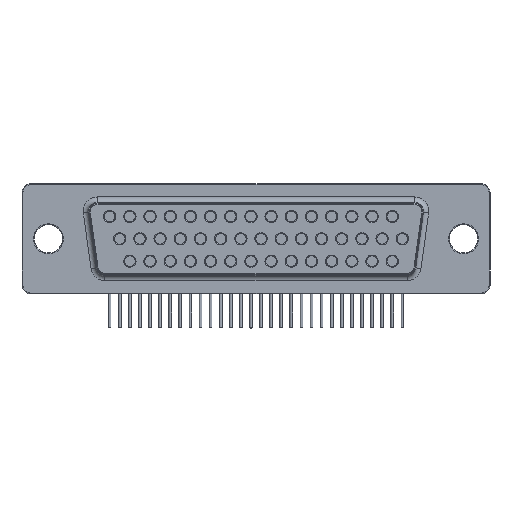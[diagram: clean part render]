
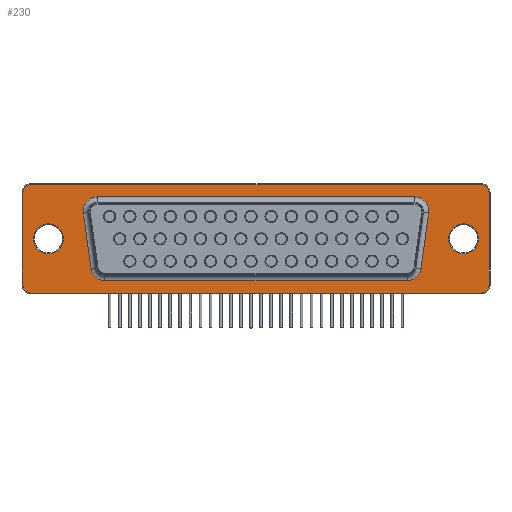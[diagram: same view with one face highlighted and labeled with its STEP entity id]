
A CAD part, front view. The second image highlights one B-rep face of the part: STEP entity #230.
In plain terms, the highlighted planar face has unit normal (0, -1, 0).
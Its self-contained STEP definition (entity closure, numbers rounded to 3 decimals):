
#29=DIRECTION('',(0.,-1.,0.));
#37=DIRECTION('',(0.,1.,0.));
#38=DIRECTION('',(-0.991,0.,-0.137));
#50=DIRECTION('',(0.,0.,1.));
#53=CARTESIAN_POINT('',(-33.46,-14.78,9.4));
#74=VECTOR('',#75,1.);
#75=DIRECTION('',(1.,0.,0.));
#84=VERTEX_POINT('',#85);
#85=CARTESIAN_POINT('',(-35.045,-14.78,9.181));
#89=DIRECTION('',(-0.137,0.,0.991));
#94=VERTEX_POINT('',#95);
#95=CARTESIAN_POINT('',(-33.46,-14.78,11.));
#102=EDGE_CURVE('',#84,#94,#103,.T.);
#103=CIRCLE('',#104,1.6);
#104=AXIS2_PLACEMENT_3D('',#53,#37,#38);
#151=VECTOR('',#89,1.);
#158=ORIENTED_EDGE('',*,*,#159,.T.);
#159=EDGE_CURVE('',#94,#160,#162,.T.);
#160=VERTEX_POINT('',#161);
#161=CARTESIAN_POINT('',(2.545,-14.78,11.));
#162=LINE('',#95,#74);
#168=DIRECTION('',(0.,0.,-1.));
#211=DIRECTION('',(0.991,0.,-0.137));
#214=CARTESIAN_POINT('',(2.545,-14.78,9.4));
#220=VERTEX_POINT('',#221);
#221=CARTESIAN_POINT('',(-34.176,-14.78,2.881));
#225=ORIENTED_EDGE('',*,*,#226,.T.);
#226=EDGE_CURVE('',#220,#84,#227,.T.);
#227=LINE('',#221,#151);
#230=ADVANCED_FACE('',(#231,#266,#318,#327),#336,.T.);
#231=FACE_BOUND('',#232,.T.);
#232=EDGE_LOOP('',(#233,#242,#225,#247,#158,#248,#254,#261));
#233=ORIENTED_EDGE('',*,*,#234,.T.);
#234=EDGE_CURVE('',#235,#237,#239,.T.);
#235=VERTEX_POINT('',#236);
#236=CARTESIAN_POINT('',(1.676,-14.78,1.5));
#237=VERTEX_POINT('',#238);
#238=CARTESIAN_POINT('',(-32.591,-14.78,1.5));
#239=LINE('',#236,#240);
#240=VECTOR('',#241,1.);
#241=DIRECTION('',(-1.,0.,0.));
#242=ORIENTED_EDGE('',*,*,#243,.T.);
#243=EDGE_CURVE('',#237,#220,#244,.T.);
#244=CIRCLE('',#245,1.6);
#245=AXIS2_PLACEMENT_3D('',#246,#37,#168);
#246=CARTESIAN_POINT('',(-32.591,-14.78,3.1));
#247=ORIENTED_EDGE('',*,*,#102,.T.);
#248=ORIENTED_EDGE('',*,*,#249,.T.);
#249=EDGE_CURVE('',#160,#250,#252,.T.);
#250=VERTEX_POINT('',#251);
#251=CARTESIAN_POINT('',(4.13,-14.78,9.181));
#252=CIRCLE('',#253,1.6);
#253=AXIS2_PLACEMENT_3D('',#214,#37,#50);
#254=ORIENTED_EDGE('',*,*,#255,.T.);
#255=EDGE_CURVE('',#250,#256,#258,.T.);
#256=VERTEX_POINT('',#257);
#257=CARTESIAN_POINT('',(3.261,-14.78,2.881));
#258=LINE('',#251,#259);
#259=VECTOR('',#260,1.);
#260=DIRECTION('',(-0.137,0.,-0.991));
#261=ORIENTED_EDGE('',*,*,#262,.T.);
#262=EDGE_CURVE('',#256,#235,#263,.T.);
#263=CIRCLE('',#264,1.6);
#264=AXIS2_PLACEMENT_3D('',#265,#37,#211);
#265=CARTESIAN_POINT('',(1.676,-14.78,3.1));
#266=FACE_BOUND('',#267,.T.);
#267=EDGE_LOOP('',(#268,#277,#283,#290,#295,#302,#308,#315));
#268=ORIENTED_EDGE('',*,*,#269,.T.);
#269=EDGE_CURVE('',#270,#272,#274,.T.);
#270=VERTEX_POINT('',#271);
#271=CARTESIAN_POINT('',(-41.008,-14.78,12.4));
#272=VERTEX_POINT('',#273);
#273=CARTESIAN_POINT('',(-41.908,-14.78,11.5));
#274=CIRCLE('',#275,0.9);
#275=AXIS2_PLACEMENT_3D('',#276,#29,#50);
#276=CARTESIAN_POINT('',(-41.008,-14.78,11.5));
#277=ORIENTED_EDGE('',*,*,#278,.T.);
#278=EDGE_CURVE('',#272,#279,#281,.T.);
#279=VERTEX_POINT('',#280);
#280=CARTESIAN_POINT('',(-41.908,-14.78,1.));
#281=LINE('',#273,#282);
#282=VECTOR('',#168,1.);
#283=ORIENTED_EDGE('',*,*,#284,.T.);
#284=EDGE_CURVE('',#279,#285,#287,.T.);
#285=VERTEX_POINT('',#286);
#286=CARTESIAN_POINT('',(-41.008,-14.78,0.1));
#287=CIRCLE('',#288,0.9);
#288=AXIS2_PLACEMENT_3D('',#289,#29,#241);
#289=CARTESIAN_POINT('',(-41.008,-14.78,1.));
#290=ORIENTED_EDGE('',*,*,#291,.T.);
#291=EDGE_CURVE('',#285,#292,#294,.T.);
#292=VERTEX_POINT('',#293);
#293=CARTESIAN_POINT('',(10.093,-14.78,0.1));
#294=LINE('',#286,#74);
#295=ORIENTED_EDGE('',*,*,#296,.T.);
#296=EDGE_CURVE('',#292,#297,#299,.T.);
#297=VERTEX_POINT('',#298);
#298=CARTESIAN_POINT('',(10.993,-14.78,1.));
#299=CIRCLE('',#300,0.9);
#300=AXIS2_PLACEMENT_3D('',#301,#29,#168);
#301=CARTESIAN_POINT('',(10.093,-14.78,1.));
#302=ORIENTED_EDGE('',*,*,#303,.T.);
#303=EDGE_CURVE('',#297,#304,#306,.T.);
#304=VERTEX_POINT('',#305);
#305=CARTESIAN_POINT('',(10.993,-14.78,11.5));
#306=LINE('',#298,#307);
#307=VECTOR('',#50,1.);
#308=ORIENTED_EDGE('',*,*,#309,.T.);
#309=EDGE_CURVE('',#304,#310,#312,.T.);
#310=VERTEX_POINT('',#311);
#311=CARTESIAN_POINT('',(10.093,-14.78,12.4));
#312=CIRCLE('',#313,0.9);
#313=AXIS2_PLACEMENT_3D('',#314,#29,#75);
#314=CARTESIAN_POINT('',(10.093,-14.78,11.5));
#315=ORIENTED_EDGE('',*,*,#316,.T.);
#316=EDGE_CURVE('',#310,#270,#317,.T.);
#317=LINE('',#311,#240);
#318=FACE_BOUND('',#319,.T.);
#319=EDGE_LOOP('',(#320));
#320=ORIENTED_EDGE('',*,*,#321,.F.);
#321=EDGE_CURVE('',#322,#322,#324,.T.);
#322=VERTEX_POINT('',#323);
#323=CARTESIAN_POINT('',(9.793,-14.78,6.25));
#324=CIRCLE('',#325,1.7);
#325=AXIS2_PLACEMENT_3D('',#326,#29,#75);
#326=CARTESIAN_POINT('',(8.093,-14.78,6.25));
#327=FACE_BOUND('',#328,.T.);
#328=EDGE_LOOP('',(#329));
#329=ORIENTED_EDGE('',*,*,#330,.F.);
#330=EDGE_CURVE('',#331,#331,#333,.T.);
#331=VERTEX_POINT('',#332);
#332=CARTESIAN_POINT('',(-37.308,-14.78,6.25));
#333=CIRCLE('',#334,1.7);
#334=AXIS2_PLACEMENT_3D('',#335,#29,#75);
#335=CARTESIAN_POINT('',(-39.008,-14.78,6.25));
#336=PLANE('',#337);
#337=AXIS2_PLACEMENT_3D('',#338,#29,#75);
#338=CARTESIAN_POINT('',(-15.458,-14.78,6.25));
